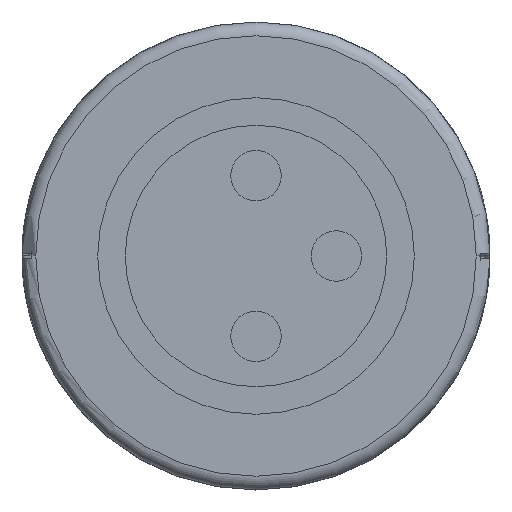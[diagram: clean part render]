
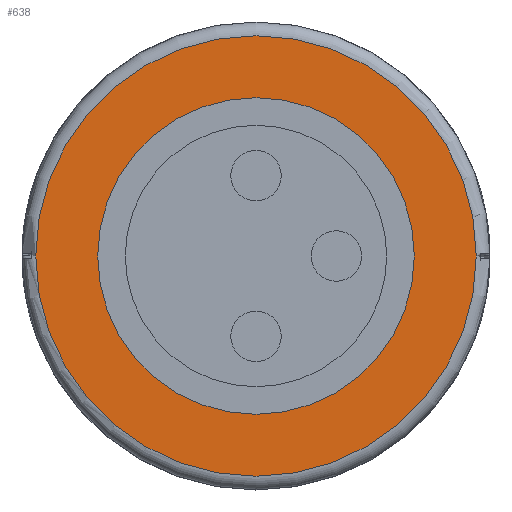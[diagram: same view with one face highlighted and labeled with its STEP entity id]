
A CAD part, front view. The second image highlights one B-rep face of the part: STEP entity #638.
In plain terms, the highlighted planar face has unit normal (0, -1, 0).
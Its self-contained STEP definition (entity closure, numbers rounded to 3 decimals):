
#638=ADVANCED_FACE('',(#856,#857),#773,.T.);
#773=PLANE('',#2316);
#856=FACE_BOUND('',#920,.T.);
#857=FACE_BOUND('',#921,.T.);
#920=EDGE_LOOP('',(#1094));
#921=EDGE_LOOP('',(#1095));
#1094=ORIENTED_EDGE('',*,*,#1915,.F.);
#1095=ORIENTED_EDGE('',*,*,#1916,.T.);
#1704=VERTEX_POINT('',#3207);
#1705=VERTEX_POINT('',#3209);
#1915=EDGE_CURVE('',#1704,#1704,#2220,.T.);
#1916=EDGE_CURVE('',#1705,#1705,#2221,.T.);
#2220=CIRCLE('',#2314,3.45);
#2221=CIRCLE('',#2315,4.8);
#2314=AXIS2_PLACEMENT_3D('',#3206,#2559,#2560);
#2315=AXIS2_PLACEMENT_3D('',#3208,#2561,#2562);
#2316=AXIS2_PLACEMENT_3D('',#3210,#2563,#2564);
#2559=DIRECTION('',(0.,-1.,0.));
#2560=DIRECTION('',(0.,0.,-1.));
#2561=DIRECTION('',(0.,-1.,0.));
#2562=DIRECTION('',(0.,0.,-1.));
#2563=DIRECTION('',(0.,-1.,0.));
#2564=DIRECTION('',(1.,0.,0.));
#3206=CARTESIAN_POINT('',(84.35,15.65,0.));
#3207=CARTESIAN_POINT('',(84.35,15.65,-3.45));
#3208=CARTESIAN_POINT('',(84.35,15.65,0.));
#3209=CARTESIAN_POINT('',(84.35,15.65,-4.8));
#3210=CARTESIAN_POINT('',(84.35,15.65,0.));
